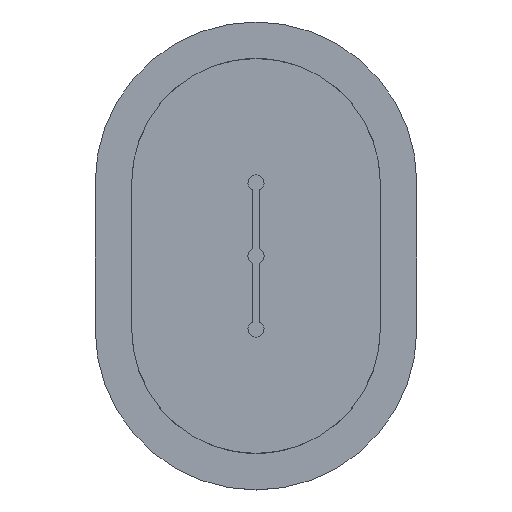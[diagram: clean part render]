
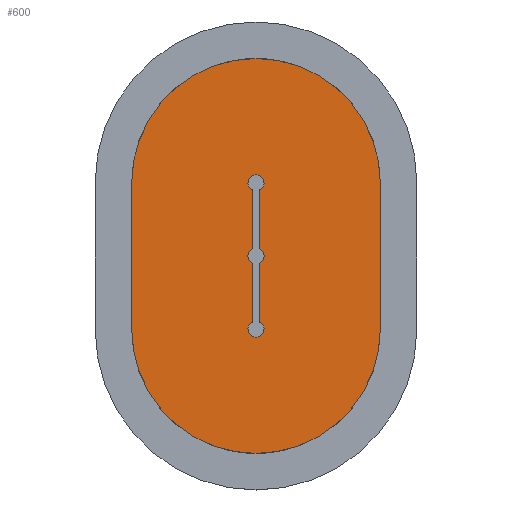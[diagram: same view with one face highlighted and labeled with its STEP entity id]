
A CAD part, top view. The second image highlights one B-rep face of the part: STEP entity #600.
In plain terms, the highlighted planar face has unit normal (0, 0, 1).
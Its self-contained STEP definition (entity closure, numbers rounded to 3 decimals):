
#17=FACE_BOUND('',#95,.T.);
#34=PLANE('',#660);
#58=FACE_OUTER_BOUND('',#94,.T.);
#94=EDGE_LOOP('',(#451,#452,#453,#454));
#95=EDGE_LOOP('',(#455,#456,#457,#458,#459,#460,#461,#462));
#120=CIRCLE('',#639,0.55);
#121=CIRCLE('',#641,0.55);
#129=CIRCLE('',#661,8.5);
#130=CIRCLE('',#662,8.5);
#131=CIRCLE('',#663,0.55);
#132=CIRCLE('',#664,0.55);
#155=LINE('',#916,#207);
#160=LINE('',#925,#212);
#163=LINE('',#931,#215);
#176=LINE('',#989,#228);
#177=LINE('',#993,#229);
#178=LINE('',#997,#230);
#207=VECTOR('',#725,10.);
#212=VECTOR('',#732,10.);
#215=VECTOR('',#737,10.);
#228=VECTOR('',#780,10.);
#229=VECTOR('',#783,10.);
#230=VECTOR('',#788,10.);
#256=VERTEX_POINT('',#898);
#258=VERTEX_POINT('',#902);
#259=VERTEX_POINT('',#906);
#261=VERTEX_POINT('',#909);
#263=VERTEX_POINT('',#915);
#266=VERTEX_POINT('',#923);
#268=VERTEX_POINT('',#929);
#285=VERTEX_POINT('',#987);
#286=VERTEX_POINT('',#988);
#287=VERTEX_POINT('',#990);
#288=VERTEX_POINT('',#992);
#289=VERTEX_POINT('',#995);
#314=EDGE_CURVE('',#256,#258,#120,.T.);
#316=EDGE_CURVE('',#261,#259,#121,.T.);
#319=EDGE_CURVE('',#263,#261,#155,.T.);
#324=EDGE_CURVE('',#259,#266,#160,.T.);
#327=EDGE_CURVE('',#258,#268,#163,.T.);
#350=EDGE_CURVE('',#285,#286,#176,.T.);
#351=EDGE_CURVE('',#286,#287,#129,.T.);
#352=EDGE_CURVE('',#287,#288,#177,.T.);
#353=EDGE_CURVE('',#288,#285,#130,.T.);
#354=EDGE_CURVE('',#266,#289,#131,.F.);
#355=EDGE_CURVE('',#289,#256,#178,.T.);
#356=EDGE_CURVE('',#268,#263,#132,.F.);
#451=ORIENTED_EDGE('',*,*,#350,.T.);
#452=ORIENTED_EDGE('',*,*,#351,.T.);
#453=ORIENTED_EDGE('',*,*,#352,.T.);
#454=ORIENTED_EDGE('',*,*,#353,.T.);
#455=ORIENTED_EDGE('',*,*,#316,.T.);
#456=ORIENTED_EDGE('',*,*,#324,.T.);
#457=ORIENTED_EDGE('',*,*,#354,.T.);
#458=ORIENTED_EDGE('',*,*,#355,.T.);
#459=ORIENTED_EDGE('',*,*,#314,.T.);
#460=ORIENTED_EDGE('',*,*,#327,.T.);
#461=ORIENTED_EDGE('',*,*,#356,.T.);
#462=ORIENTED_EDGE('',*,*,#319,.T.);
#600=ADVANCED_FACE('',(#58,#17),#34,.T.);
#639=AXIS2_PLACEMENT_3D('',#904,#713,#714);
#641=AXIS2_PLACEMENT_3D('',#910,#718,#719);
#660=AXIS2_PLACEMENT_3D('',#986,#778,#779);
#661=AXIS2_PLACEMENT_3D('',#991,#781,#782);
#662=AXIS2_PLACEMENT_3D('',#994,#784,#785);
#663=AXIS2_PLACEMENT_3D('',#996,#786,#787);
#664=AXIS2_PLACEMENT_3D('',#998,#789,#790);
#713=DIRECTION('center_axis',(0.,0.,-1.));
#714=DIRECTION('ref_axis',(-1.,0.,0.));
#718=DIRECTION('center_axis',(0.,0.,-1.));
#719=DIRECTION('ref_axis',(-1.,0.,0.));
#725=DIRECTION('',(0.,-1.,0.));
#732=DIRECTION('',(0.,-1.,0.));
#737=DIRECTION('',(0.,1.,0.));
#778=DIRECTION('center_axis',(0.,0.,1.));
#779=DIRECTION('ref_axis',(1.,0.,0.));
#780=DIRECTION('',(0.,1.,0.));
#781=DIRECTION('center_axis',(0.,0.,1.));
#782=DIRECTION('ref_axis',(1.,0.,0.));
#783=DIRECTION('',(0.,-1.,0.));
#784=DIRECTION('center_axis',(0.,0.,1.));
#785=DIRECTION('ref_axis',(-1.,0.,0.));
#786=DIRECTION('center_axis',(0.,0.,1.));
#787=DIRECTION('ref_axis',(1.,0.,0.));
#788=DIRECTION('',(0.,1.,0.));
#789=DIRECTION('center_axis',(0.,0.,1.));
#790=DIRECTION('ref_axis',(1.,0.,0.));
#898=CARTESIAN_POINT('',(29.75,-5.49,-0.25));
#902=CARTESIAN_POINT('',(29.75,-4.51,-0.25));
#904=CARTESIAN_POINT('Origin',(30.,-5.,-0.25));
#906=CARTESIAN_POINT('',(30.25,-5.49,-0.25));
#909=CARTESIAN_POINT('',(30.25,-4.51,-0.25));
#910=CARTESIAN_POINT('Origin',(30.,-5.,-0.25));
#915=CARTESIAN_POINT('',(30.25,-0.49,-0.25));
#916=CARTESIAN_POINT('',(30.25,-6.96,-0.25));
#923=CARTESIAN_POINT('',(30.25,-9.51,-0.25));
#925=CARTESIAN_POINT('',(30.25,-6.96,-0.25));
#929=CARTESIAN_POINT('',(29.75,-0.49,-0.25));
#931=CARTESIAN_POINT('',(29.75,-3.04,-0.25));
#986=CARTESIAN_POINT('Origin',(30.,-5.,-0.25));
#987=CARTESIAN_POINT('',(38.5,-10.,-0.25));
#988=CARTESIAN_POINT('',(38.5,0.,-0.25));
#989=CARTESIAN_POINT('',(38.5,-7.5,-0.25));
#990=CARTESIAN_POINT('',(21.5,0.,-0.25));
#991=CARTESIAN_POINT('Origin',(30.,0.,-0.25));
#992=CARTESIAN_POINT('',(21.5,-10.,-0.25));
#993=CARTESIAN_POINT('',(21.5,-2.5,-0.25));
#994=CARTESIAN_POINT('Origin',(30.,-10.,-0.25));
#995=CARTESIAN_POINT('',(29.75,-9.51,-0.25));
#996=CARTESIAN_POINT('Origin',(30.,-10.,-0.25));
#997=CARTESIAN_POINT('',(29.75,-3.04,-0.25));
#998=CARTESIAN_POINT('Origin',(30.,0.,-0.25));
